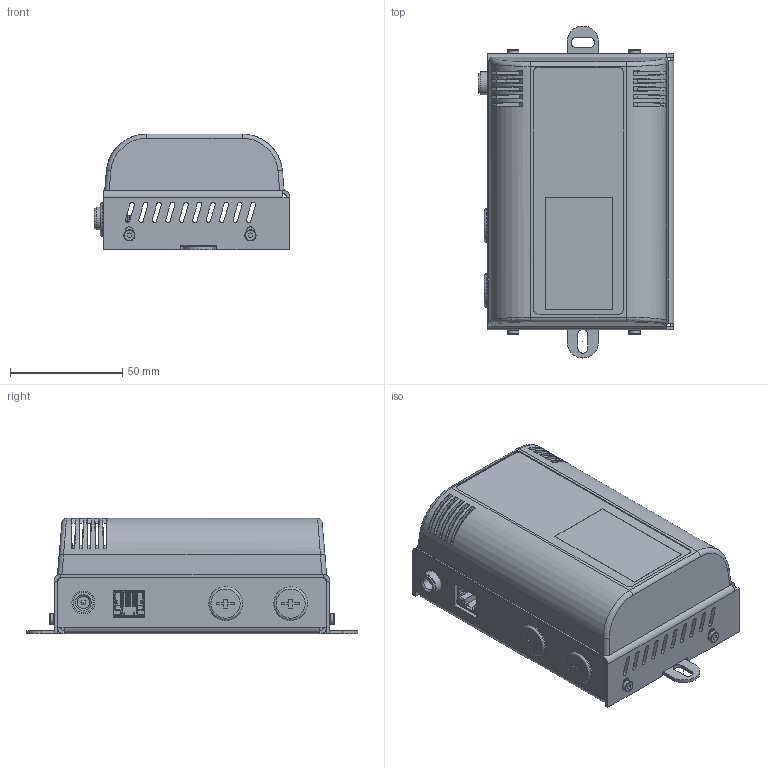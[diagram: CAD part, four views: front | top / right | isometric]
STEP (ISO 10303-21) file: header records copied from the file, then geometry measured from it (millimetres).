
FILE_DESCRIPTION(/* description */ (''),/* implementation_level */ '2;1');
FILE_NAME(/* name */ 'Wi-xxxD0Ex.step',/* time_stamp */ '2021-07-29T08:22:28+02:00',/* author */ (''),/* organization */ (''),/* preprocessor_version */ 'ST-DEVELOPER v18.1',/* originating_system */ 'Autodesk Translation Framework v10.9.0.1377',/* authorisation */ '');
FILE_SCHEMA (('AUTOMOTIVE_DESIGN { 1 0 10303 214 3 1 1 }'));
Products named in the file (44): Wi-xxxD0Ex; Thermo120_LCD_A; BASE 120_M; COPERCHIO 120_M; LCD; Ethernet120; 120_dol; M12_zaslepka; 1X1RJ45_SMT; shell_1_1; 2pin-LED_1_1; 1X1RJ45INSERT_ASM_1_1; 1X1RJ45_SMT_-INSERT_ANY_ASM_1_1; 1X1RJ45-ASSEMBLY______ANY_ASM_1_1; INSERT-BACK______ANY_ASM_1_1; NONE-13189_1_1; P-¡T+L-7Pin-AA; P-¡T+L-5Pin-AA; INSERT-BASE______ANY_ASM_1_1; NONE-7504_1_1; NONE-7331_1_1; NONE-9391_1_1; NONE-9671_1_1; NONE-7378_1_1; NONE-8804_1_1; NONE-7584_1_1; NONE-9277_1_1; NONE-8689_1_1; NONE-11975_1_1; NONE-9500_1_1; NONE-9088_1_1; NONE-7282_1_1; NONE-7481_1_1; NONE-11532_1_1; NONE-8997_1_1; NONE-8523_1_1; NONE-7607_1_1; NONE-7716_1_1; led1; 1X1RJ45-housing_-¦L¡ ...
Assembly tree (54 placements, depth 8):
  Wi-xxxD0Ex
    Thermo120_LCD_A
      BASE 120_M
      COPERCHIO 120_M
      LCD
    Ethernet120
      120_dol
      M12_zaslepka  x2
      1X1RJ45_SMT
        shell_1_1
        2pin-LED_1_1
        1X1RJ45INSERT_ASM_1_1
          1X1RJ45_SMT_-INSERT_ANY_ASM_1_1
            1X1RJ45-ASSEMBLY______ANY_ASM_1_1
              INSERT-BACK______ANY_ASM_1_1
                NONE-13189_1_1
              P-¡T+L-7Pin-AA
              P-¡T+L-5Pin-AA
            INSERT-BASE______ANY_ASM_1_1
              NONE-7716_1_1  x8
              NONE-7504_1_1
              NONE-7331_1_1
              NONE-9391_1_1
              NONE-9671_1_1
              NONE-7378_1_1
              NONE-8804_1_1
              NONE-7584_1_1
              NONE-9277_1_1
              NONE-8689_1_1
              NONE-11975_1_1
              NONE-9500_1_1
              NONE-9088_1_1
              NONE-7282_1_1
              NONE-7481_1_1
              NONE-11532_1_1
              NONE-8997_1_1
              NONE-8523_1_1
              NONE-7607_1_1
        led1
        1X1RJ45-housing_-¦L¡
      DJ Jack 2,1mm panel mount
      120_gora
        Component1
      sruba_M3  x4
Bounding box: 87.1 x 148 x 51.61 mm (x, y, z)
Volume: 87791.8 mm3; surface area: 123827.1 mm2
Topology: 26 solids, 26 shells, 1719 faces, 4413 edges, 2769 vertices
Faces by surface type: plane 1003, cylinder 490, bspline 114, torus 62, cone 49, sphere 1
Full cylindrical faces by diameter (mm): 1 x2, 2.1 x1, 2.6 x1, 2.7 x2, 3 x6, 3.5 x4, 4 x4, 5 x4, 5.5 x1, 7 x2, 8 x1, 9 x1, 10.137 x6, 10.2 x1, 11.85 x6, 12 x2, 15 x2, 20 x1
Entity records: 57750 total; most frequent: CARTESIAN_POINT 15119, ORIENTED_EDGE 8472, DIRECTION 8362, EDGE_CURVE 4236, LINE 2948, VECTOR 2948, AXIS2_PLACEMENT_3D 2707, VERTEX_POINT 2654
